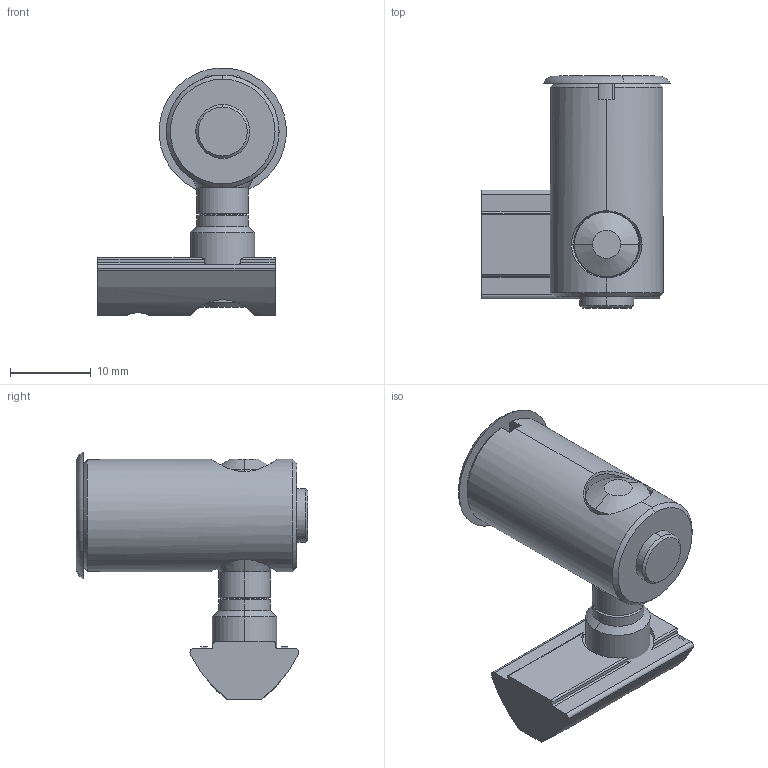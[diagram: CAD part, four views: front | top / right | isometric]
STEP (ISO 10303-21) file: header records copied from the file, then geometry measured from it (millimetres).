
FILE_DESCRIPTION(('STEP AP214'),'1');
FILE_NAME('fath_099bg081429.stp','2017-04-21T04:43:01',('TraceParts'),('TraceParts S.A.'),'Spatial InterOp 3D',' ',' ');
FILE_SCHEMA(('automotive_design'));
Length unit declared in the file: millimetre
Products named in the file (5): fath_099bg081429_1; fath_099bg081429_2; fath_099bg081429_3; fath_099bg081429_4; fath_099bg081429_5
Bounding box: 23.38 x 28.8 x 30.78 mm (x, y, z)
Volume: 5809.8 mm3; surface area: 5035 mm2
Topology: 5 solids, 5 shells, 153 faces, 364 edges, 221 vertices
Faces by surface type: plane 56, cylinder 47, cone 36, bspline 6, torus 4, sphere 4
Entity records: 6718 total; most frequent: CARTESIAN_POINT 1864, DIRECTION 748, ORIENTED_EDGE 724, EDGE_CURVE 362, AXIS2_PLACEMENT_3D 284, VERTEX_POINT 221, LINE 180, VECTOR 180
